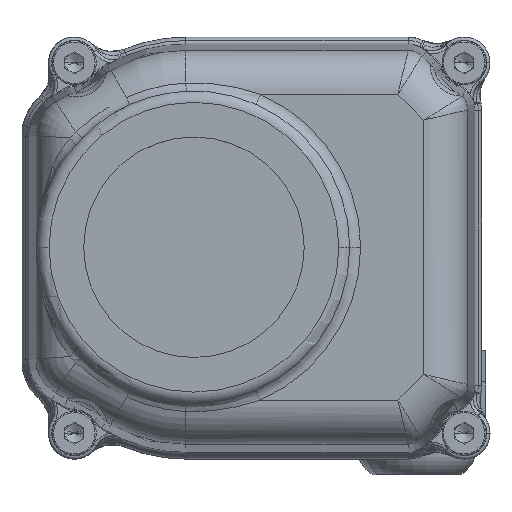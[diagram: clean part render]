
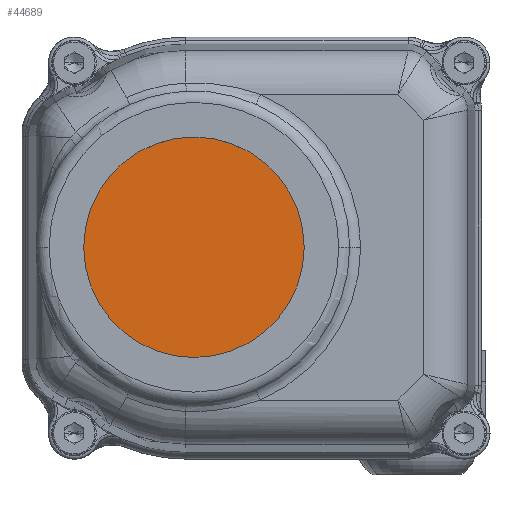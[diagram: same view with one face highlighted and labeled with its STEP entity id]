
A CAD part, top view. The second image highlights one B-rep face of the part: STEP entity #44689.
In plain terms, the highlighted planar face has unit normal (0, 0, 1).
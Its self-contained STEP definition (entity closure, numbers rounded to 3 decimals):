
#2247 = DIRECTION ( 'NONE',  ( 0., 0., 1. ) ) ;
#2402 = AXIS2_PLACEMENT_3D ( 'NONE', #5391, #10716, #47811 ) ;
#4481 = EDGE_CURVE ( 'NONE', #10632, #18391, #26441, .T. ) ;
#4795 = EDGE_CURVE ( 'NONE', #18391, #10632, #20613, .T. ) ;
#5291 = ORIENTED_EDGE ( 'NONE', *, *, #4481, .T. ) ;
#5391 = CARTESIAN_POINT ( 'NONE',  ( 0., 0., 78.1 ) ) ;
#9607 = FACE_OUTER_BOUND ( 'NONE', #42347, .T. ) ;
#10155 = ORIENTED_EDGE ( 'NONE', *, *, #4795, .T. ) ;
#10632 = VERTEX_POINT ( 'NONE', #42536 ) ;
#10716 = DIRECTION ( 'NONE',  ( 0., 0., 1. ) ) ;
#15138 = CARTESIAN_POINT ( 'NONE',  ( 1.3, 0., 78.1 ) ) ;
#15325 = DIRECTION ( 'NONE',  ( 1., 0., 0. ) ) ;
#18391 = VERTEX_POINT ( 'NONE', #19389 ) ;
#19389 = CARTESIAN_POINT ( 'NONE',  ( 18.8, 0., 78.1 ) ) ;
#20613 = CIRCLE ( 'NONE', #36029, 17.5 ) ;
#26441 = CIRCLE ( 'NONE', #52513, 17.5 ) ;
#36029 = AXIS2_PLACEMENT_3D ( 'NONE', #15138, #2247, #15325 ) ;
#42347 = EDGE_LOOP ( 'NONE', ( #5291, #10155 ) ) ;
#42536 = CARTESIAN_POINT ( 'NONE',  ( -16.2, 0., 78.1 ) ) ;
#44689 = ADVANCED_FACE ( 'NONE', ( #9607 ), #47645, .T. ) ;
#46849 = CARTESIAN_POINT ( 'NONE',  ( 1.3, 0., 78.1 ) ) ;
#47645 = PLANE ( 'NONE',  #2402 ) ;
#47811 = DIRECTION ( 'NONE',  ( 1., 0., 0. ) ) ;
#50579 = DIRECTION ( 'NONE',  ( 0., 0., 1. ) ) ;
#50932 = DIRECTION ( 'NONE',  ( 1., 0., 0. ) ) ;
#52513 = AXIS2_PLACEMENT_3D ( 'NONE', #46849, #50579, #50932 ) ;
